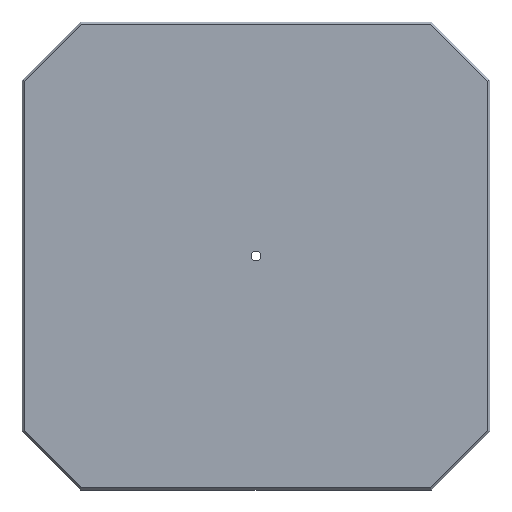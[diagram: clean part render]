
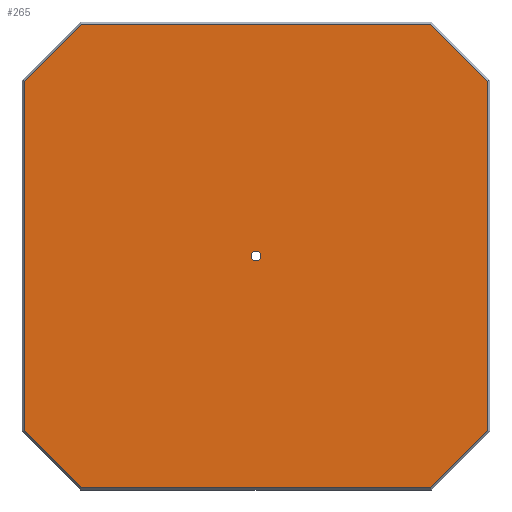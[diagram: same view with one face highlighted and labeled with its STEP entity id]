
A CAD part, top view. The second image highlights one B-rep face of the part: STEP entity #265.
In plain terms, the highlighted planar face has unit normal (0, 0, 1).
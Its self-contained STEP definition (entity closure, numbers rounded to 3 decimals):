
#129=VERTEX_POINT('',#352);
#139=EDGE_CURVE('',#187,#255,#362,.T.);
#147=VERTEX_POINT('',#370);
#151=VERTEX_POINT('',#374);
#161=VERTEX_POINT('',#385);
#167=EDGE_CURVE('',#161,#147,#391,.T.);
#169=EDGE_CURVE('',#269,#307,#393,.T.);
#173=EDGE_CURVE('',#147,#161,#397,.T.);
#179=EDGE_CURVE('',#129,#151,#403,.T.);
#181=VERTEX_POINT('',#405);
#185=EDGE_CURVE('',#151,#269,#409,.T.);
#187=VERTEX_POINT('',#411);
#191=EDGE_CURVE('',#307,#323,#416,.T.);
#219=EDGE_CURVE('',#323,#181,#448,.T.);
#255=VERTEX_POINT('',#488);
#257=EDGE_CURVE('',#255,#129,#490,.T.);
#265=ADVANCED_FACE('',(#498,#499),#500,.F.);
#269=VERTEX_POINT('',#505);
#307=VERTEX_POINT('',#550);
#321=EDGE_CURVE('',#181,#187,#565,.T.);
#323=VERTEX_POINT('',#567);
#352=CARTESIAN_POINT('',(198.0,-149.172,40.1));
#362=LINE('',#602,#603);
#370=CARTESIAN_POINT('',(-4.19,0.,40.1));
#374=CARTESIAN_POINT('',(149.172,-198.0,40.1));
#385=CARTESIAN_POINT('',(4.19,0.,40.1));
#391=CIRCLE('',#645,4.19);
#393=LINE('',#648,#649);
#397=CIRCLE('',#654,4.19);
#403=LINE('',#663,#664);
#405=CARTESIAN_POINT('',(-149.172,198.0,40.1));
#409=LINE('',#671,#672);
#411=CARTESIAN_POINT('',(149.172,198.0,40.1));
#416=LINE('',#680,#681);
#448=LINE('',#726,#727);
#488=CARTESIAN_POINT('',(198.0,149.172,40.1));
#490=LINE('',#785,#786);
#498=FACE_BOUND('',#796,.T.);
#499=FACE_OUTER_BOUND('',#797,.T.);
#500=PLANE('',#798);
#505=CARTESIAN_POINT('',(-149.172,-198.0,40.1));
#550=CARTESIAN_POINT('',(-198.0,-149.172,40.1));
#565=LINE('',#887,#888);
#567=CARTESIAN_POINT('',(-198.0,149.172,40.1));
#602=CARTESIAN_POINT('',(148.586,198.586,40.1));
#603=VECTOR('',#920,1.0);
#645=AXIS2_PLACEMENT_3D('',#935,#936,#937);
#648=CARTESIAN_POINT('',(-148.586,-198.586,40.1));
#649=VECTOR('',#938,1.0);
#654=AXIS2_PLACEMENT_3D('',#939,#940,#941);
#663=CARTESIAN_POINT('',(198.586,-148.586,40.1));
#664=VECTOR('',#943,1.0);
#671=CARTESIAN_POINT('',(150.0,-198.0,40.1));
#672=VECTOR('',#944,1.0);
#680=CARTESIAN_POINT('',(-198.0,-150.0,40.1));
#681=VECTOR('',#953,1.0);
#726=CARTESIAN_POINT('',(-198.586,148.586,40.1));
#727=VECTOR('',#997,1.0);
#785=CARTESIAN_POINT('',(198.0,150.0,40.1));
#786=VECTOR('',#1039,1.0);
#796=EDGE_LOOP('',(#1042,#1043));
#797=EDGE_LOOP('',(#1044,#1045,#1046,#1047,#1048,#1049,#1050,#1051));
#798=AXIS2_PLACEMENT_3D('',#1052,#1053,#1054);
#887=CARTESIAN_POINT('',(-150.0,198.0,40.1));
#888=VECTOR('',#1141,1.0);
#920=DIRECTION('',(0.707,-0.707,0.0));
#935=CARTESIAN_POINT('',(0.0,0.,40.1));
#936=DIRECTION('',(0.0,0.0,-1.0));
#937=DIRECTION('',(1.0,0.0,0.0));
#938=DIRECTION('',(-0.707,0.707,0.0));
#939=CARTESIAN_POINT('',(0.0,0.,40.1));
#940=DIRECTION('',(0.0,0.0,-1.0));
#941=DIRECTION('',(1.0,0.0,0.0));
#943=DIRECTION('',(-0.707,-0.707,0.0));
#944=DIRECTION('',(-1.0,0.0,0.0));
#953=DIRECTION('',(0.0,1.0,0.0));
#997=DIRECTION('',(0.707,0.707,0.0));
#1039=DIRECTION('',(0.0,-1.0,0.0));
#1042=ORIENTED_EDGE('',*,*,#167,.T.);
#1043=ORIENTED_EDGE('',*,*,#173,.T.);
#1044=ORIENTED_EDGE('',*,*,#179,.F.);
#1045=ORIENTED_EDGE('',*,*,#257,.F.);
#1046=ORIENTED_EDGE('',*,*,#139,.F.);
#1047=ORIENTED_EDGE('',*,*,#321,.F.);
#1048=ORIENTED_EDGE('',*,*,#219,.F.);
#1049=ORIENTED_EDGE('',*,*,#191,.F.);
#1050=ORIENTED_EDGE('',*,*,#169,.F.);
#1051=ORIENTED_EDGE('',*,*,#185,.F.);
#1052=CARTESIAN_POINT('',(0.,0.,40.1));
#1053=DIRECTION('',(0.0,0.0,-1.0));
#1054=DIRECTION('',(1.0,0.0,0.0));
#1141=DIRECTION('',(1.0,0.0,0.0));
